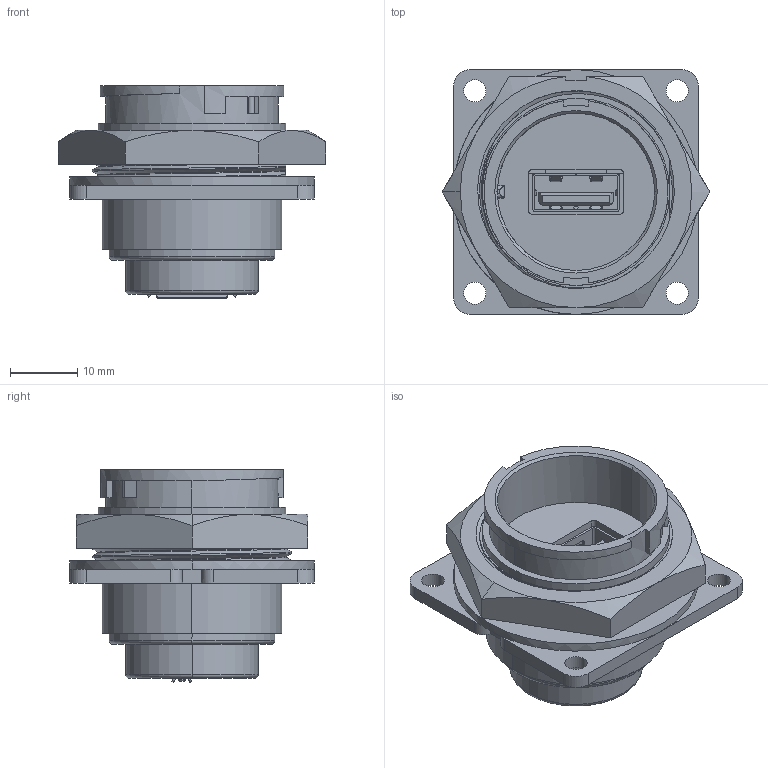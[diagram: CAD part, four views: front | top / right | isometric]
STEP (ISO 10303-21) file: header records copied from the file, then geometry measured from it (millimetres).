
FILE_DESCRIPTION (( 'STEP AP203' ), '1' );
FILE_NAME ('DCP-US3AB-US3C.STEP', '2018-06-13T16:09:20', ( '' ), ( '' ), 'SwSTEP 2.0', 'SolidWorks 2017', '' );
FILE_SCHEMA (( 'CONFIG_CONTROL_DESIGN' ));
Length unit declared in the file: inch
Products named in the file (1): DCP-US3AB-US3C
Bounding box: 39.89 x 36.53 x 31.68 mm (x, y, z)
Volume: 15923.9 mm3; surface area: 9895.8 mm2
Topology: 2 solids, 3 shells, 1053 faces, 2896 edges, 1846 vertices
Faces by surface type: plane 554, cylinder 317, bspline 130, cone 48, torus 4
Entity records: 44561 total; most frequent: CARTESIAN_POINT 19898, ORIENTED_EDGE 5788, DIRECTION 4108, EDGE_CURVE 2894, VERTEX_POINT 1846, LINE 1652, VECTOR 1652, AXIS2_PLACEMENT_3D 1228
